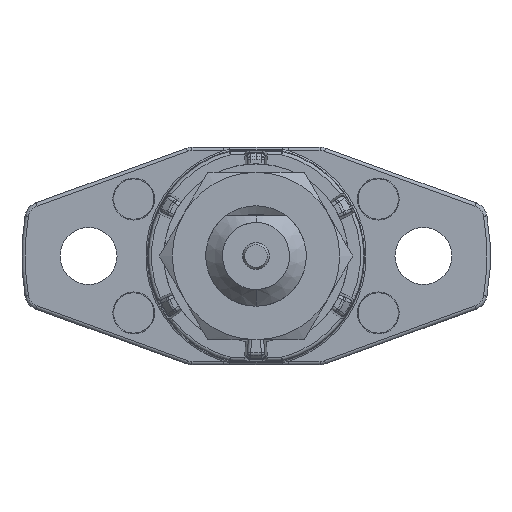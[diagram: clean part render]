
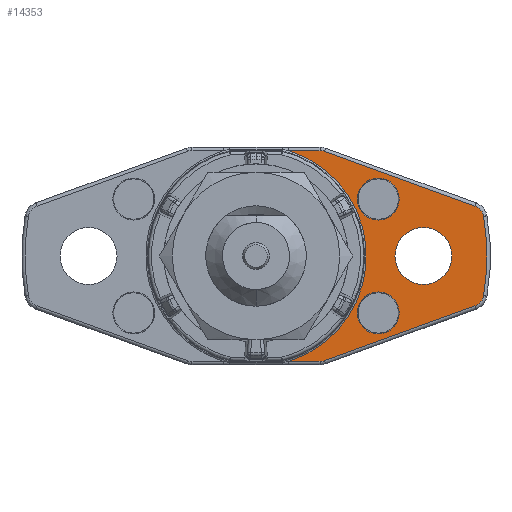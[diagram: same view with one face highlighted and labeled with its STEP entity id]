
A CAD part, front view. The second image highlights one B-rep face of the part: STEP entity #14353.
In plain terms, the highlighted planar face has unit normal (0, -1, 0).
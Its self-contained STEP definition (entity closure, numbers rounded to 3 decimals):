
#104 = CARTESIAN_POINT ( 'NONE',  ( 13.081, 13.5, 2.982 ) ) ;
#158 = VECTOR ( 'NONE', #23627, 1000. ) ;
#794 = DIRECTION ( 'NONE',  ( 0., 0., 1. ) ) ;
#811 = CARTESIAN_POINT ( 'NONE',  ( 2.489, 13.5, 6.837 ) ) ;
#1963 = VERTEX_POINT ( 'NONE', #27178 ) ;
#2047 = ORIENTED_EDGE ( 'NONE', *, *, #21438, .T. ) ;
#2072 = ORIENTED_EDGE ( 'NONE', *, *, #23287, .T. ) ;
#2292 = EDGE_LOOP ( 'NONE', ( #22986, #18527 ) ) ;
#2740 = DIRECTION ( 'NONE',  ( 0., 0., 1. ) ) ;
#2746 = CARTESIAN_POINT ( 'NONE',  ( 0., 13.5, 6.3 ) ) ;
#3372 = DIRECTION ( 'NONE',  ( 0., 0., 1. ) ) ;
#3395 = CIRCLE ( 'NONE', #28469, 6.592 ) ;
#3427 = LINE ( 'NONE', #811, #32722 ) ;
#3496 = AXIS2_PLACEMENT_3D ( 'NONE', #5256, #21453, #16057 ) ;
#4018 = VERTEX_POINT ( 'NONE', #13424 ) ;
#4109 = CARTESIAN_POINT ( 'NONE',  ( 10., 13.5, 0. ) ) ;
#4146 = CARTESIAN_POINT ( 'NONE',  ( 12.807, 13.5, -2.23 ) ) ;
#4323 = ORIENTED_EDGE ( 'NONE', *, *, #9658, .T. ) ;
#4378 = CARTESIAN_POINT ( 'NONE',  ( 13.595, 13.5, -2.367 ) ) ;
#4459 = ORIENTED_EDGE ( 'NONE', *, *, #25228, .T. ) ;
#4742 = EDGE_LOOP ( 'NONE', ( #20187, #4323 ) ) ;
#4768 = CARTESIAN_POINT ( 'NONE',  ( 7.3, 13.5, -2.15 ) ) ;
#5256 = CARTESIAN_POINT ( 'NONE',  ( 7.3, 13.5, 3.4 ) ) ;
#5344 = AXIS2_PLACEMENT_3D ( 'NONE', #11781, #19776, #794 ) ;
#5669 = CARTESIAN_POINT ( 'NONE',  ( 13.081, 13.5, -2.982 ) ) ;
#5714 = EDGE_CURVE ( 'NONE', #15579, #21802, #34216, .T. ) ;
#5821 = AXIS2_PLACEMENT_3D ( 'NONE', #33710, #30924, #25345 ) ;
#6164 = CARTESIAN_POINT ( 'NONE',  ( 7.3, 13.5, 3.4 ) ) ;
#6300 = DIRECTION ( 'NONE',  ( 0., 1., 0. ) ) ;
#6343 = DIRECTION ( 'NONE',  ( 0., -1., 0. ) ) ;
#6468 = CARTESIAN_POINT ( 'NONE',  ( 7.3, 13.5, -3.4 ) ) ;
#6718 = CIRCLE ( 'NONE', #7270, 1.7 ) ;
#6892 = CARTESIAN_POINT ( 'NONE',  ( 0., 13.5, 0. ) ) ;
#7270 = AXIS2_PLACEMENT_3D ( 'NONE', #19991, #33073, #30291 ) ;
#7478 = EDGE_CURVE ( 'NONE', #15311, #9784, #17000, .T. ) ;
#7636 = EDGE_CURVE ( 'NONE', #9784, #22700, #18943, .T. ) ;
#7866 = CARTESIAN_POINT ( 'NONE',  ( 1.94, 13.5, -6.3 ) ) ;
#8333 = LINE ( 'NONE', #2746, #18812 ) ;
#8733 = AXIS2_PLACEMENT_3D ( 'NONE', #4146, #20179, #22284 ) ;
#8906 = CARTESIAN_POINT ( 'NONE',  ( 3.824, 13.5, 5.5 ) ) ;
#9043 = VERTEX_POINT ( 'NONE', #7866 ) ;
#9248 = DIRECTION ( 'NONE',  ( 0., 0., 1. ) ) ;
#9658 = EDGE_CURVE ( 'NONE', #19713, #17567, #6718, .T. ) ;
#9784 = VERTEX_POINT ( 'NONE', #28190 ) ;
#9901 = DIRECTION ( 'NONE',  ( 0., 0., 1. ) ) ;
#9968 = AXIS2_PLACEMENT_3D ( 'NONE', #6468, #30001, #11517 ) ;
#10633 = AXIS2_PLACEMENT_3D ( 'NONE', #22496, #6300, #9248 ) ;
#10752 = ORIENTED_EDGE ( 'NONE', *, *, #18328, .T. ) ;
#10903 = AXIS2_PLACEMENT_3D ( 'NONE', #4109, #17352, #14400 ) ;
#10999 = CIRCLE ( 'NONE', #30486, 0.8 ) ;
#11006 = ORIENTED_EDGE ( 'NONE', *, *, #7636, .T. ) ;
#11498 = ORIENTED_EDGE ( 'NONE', *, *, #30530, .F. ) ;
#11517 = DIRECTION ( 'NONE',  ( 0., 0., -1. ) ) ;
#11710 = CARTESIAN_POINT ( 'NONE',  ( 10., 13.5, -1.7 ) ) ;
#11781 = CARTESIAN_POINT ( 'NONE',  ( 0., 13.5, 0. ) ) ;
#13392 = DIRECTION ( 'NONE',  ( -1., 0., 0. ) ) ;
#13424 = CARTESIAN_POINT ( 'NONE',  ( 13.595, 13.5, 2.367 ) ) ;
#13819 = DIRECTION ( 'NONE',  ( 0., -1., 0. ) ) ;
#14140 = FACE_BOUND ( 'NONE', #2292, .T. ) ;
#14234 = DIRECTION ( 'NONE',  ( -0.94, 0., 0.342 ) ) ;
#14353 = ADVANCED_FACE ( 'NONE', ( #14140, #30691, #19874, #33135 ), #33485, .F. ) ;
#14400 = DIRECTION ( 'NONE',  ( 0., 0., 1. ) ) ;
#14789 = AXIS2_PLACEMENT_3D ( 'NONE', #34135, #28380, #9901 ) ;
#15311 = VERTEX_POINT ( 'NONE', #19043 ) ;
#15579 = VERTEX_POINT ( 'NONE', #34533 ) ;
#16057 = DIRECTION ( 'NONE',  ( 0., 0., 1. ) ) ;
#16202 = EDGE_CURVE ( 'NONE', #1963, #9043, #3395, .T. ) ;
#16407 = DIRECTION ( 'NONE',  ( 0., 0., 1. ) ) ;
#16801 = ORIENTED_EDGE ( 'NONE', *, *, #27663, .T. ) ;
#16843 = ORIENTED_EDGE ( 'NONE', *, *, #22225, .T. ) ;
#17000 = CIRCLE ( 'NONE', #14789, 0.8 ) ;
#17352 = DIRECTION ( 'NONE',  ( 0., 1., 0. ) ) ;
#17567 = VERTEX_POINT ( 'NONE', #31962 ) ;
#17889 = EDGE_CURVE ( 'NONE', #30475, #33927, #30782, .T. ) ;
#18162 = CARTESIAN_POINT ( 'NONE',  ( 4.097, 13.5, 6.252 ) ) ;
#18218 = CARTESIAN_POINT ( 'NONE',  ( 0., 13.5, -6.3 ) ) ;
#18328 = EDGE_CURVE ( 'NONE', #9043, #15311, #21007, .T. ) ;
#18416 = CARTESIAN_POINT ( 'NONE',  ( 2.489, 13.5, -6.837 ) ) ;
#18527 = ORIENTED_EDGE ( 'NONE', *, *, #22801, .F. ) ;
#18812 = VECTOR ( 'NONE', #13392, 1000. ) ;
#18943 = LINE ( 'NONE', #18416, #25357 ) ;
#19043 = CARTESIAN_POINT ( 'NONE',  ( 3.824, 13.5, -6.3 ) ) ;
#19713 = VERTEX_POINT ( 'NONE', #11710 ) ;
#19776 = DIRECTION ( 'NONE',  ( 0., -1., 0. ) ) ;
#19874 = FACE_BOUND ( 'NONE', #4742, .T. ) ;
#19899 = AXIS2_PLACEMENT_3D ( 'NONE', #6164, #6343, #3372 ) ;
#19991 = CARTESIAN_POINT ( 'NONE',  ( 10., 13.5, 0. ) ) ;
#20179 = DIRECTION ( 'NONE',  ( 0., -1., 0. ) ) ;
#20187 = ORIENTED_EDGE ( 'NONE', *, *, #22391, .T. ) ;
#21007 = LINE ( 'NONE', #18218, #158 ) ;
#21259 = ORIENTED_EDGE ( 'NONE', *, *, #31195, .T. ) ;
#21438 = EDGE_CURVE ( 'NONE', #4018, #27599, #25959, .T. ) ;
#21453 = DIRECTION ( 'NONE',  ( 0., -1., 0. ) ) ;
#21654 = CIRCLE ( 'NONE', #9968, 1.25 ) ;
#21802 = VERTEX_POINT ( 'NONE', #4768 ) ;
#22093 = CIRCLE ( 'NONE', #8733, 0.8 ) ;
#22225 = EDGE_CURVE ( 'NONE', #22700, #23389, #22093, .T. ) ;
#22284 = DIRECTION ( 'NONE',  ( 0., 0., 1. ) ) ;
#22391 = EDGE_CURVE ( 'NONE', #17567, #19713, #32063, .T. ) ;
#22496 = CARTESIAN_POINT ( 'NONE',  ( 0., 13.5, 0. ) ) ;
#22700 = VERTEX_POINT ( 'NONE', #5669 ) ;
#22801 = EDGE_CURVE ( 'NONE', #33927, #30475, #25467, .T. ) ;
#22986 = ORIENTED_EDGE ( 'NONE', *, *, #17889, .F. ) ;
#23045 = VERTEX_POINT ( 'NONE', #18162 ) ;
#23287 = EDGE_CURVE ( 'NONE', #23045, #29740, #10999, .T. ) ;
#23389 = VERTEX_POINT ( 'NONE', #4378 ) ;
#23627 = DIRECTION ( 'NONE',  ( 1., 0., 0. ) ) ;
#23664 = DIRECTION ( 'NONE',  ( 0., -1., 0. ) ) ;
#25192 = DIRECTION ( 'NONE',  ( 0., 0., 1. ) ) ;
#25228 = EDGE_CURVE ( 'NONE', #27599, #23045, #3427, .T. ) ;
#25263 = ORIENTED_EDGE ( 'NONE', *, *, #16202, .T. ) ;
#25345 = DIRECTION ( 'NONE',  ( 0., 0., -1. ) ) ;
#25357 = VECTOR ( 'NONE', #29231, 1000. ) ;
#25467 = CIRCLE ( 'NONE', #19899, 1.25 ) ;
#25488 = EDGE_LOOP ( 'NONE', ( #25908, #11498 ) ) ;
#25533 = DIRECTION ( 'NONE',  ( 0., 1., 0. ) ) ;
#25666 = EDGE_LOOP ( 'NONE', ( #25263, #10752, #28172, #11006, #16843, #16801, #2047, #4459, #2072, #21259 ) ) ;
#25908 = ORIENTED_EDGE ( 'NONE', *, *, #5714, .F. ) ;
#25959 = CIRCLE ( 'NONE', #31043, 0.8 ) ;
#26808 = CARTESIAN_POINT ( 'NONE',  ( 12.807, 13.5, 2.23 ) ) ;
#27178 = CARTESIAN_POINT ( 'NONE',  ( 1.94, 13.5, 6.3 ) ) ;
#27599 = VERTEX_POINT ( 'NONE', #104 ) ;
#27663 = EDGE_CURVE ( 'NONE', #23389, #4018, #29843, .T. ) ;
#28172 = ORIENTED_EDGE ( 'NONE', *, *, #7478, .T. ) ;
#28190 = CARTESIAN_POINT ( 'NONE',  ( 4.097, 13.5, -6.252 ) ) ;
#28380 = DIRECTION ( 'NONE',  ( 0., -1., 0. ) ) ;
#28469 = AXIS2_PLACEMENT_3D ( 'NONE', #6892, #25533, #25192 ) ;
#29231 = DIRECTION ( 'NONE',  ( 0.94, 0., 0.342 ) ) ;
#29740 = VERTEX_POINT ( 'NONE', #32733 ) ;
#29843 = CIRCLE ( 'NONE', #5344, 13.8 ) ;
#30001 = DIRECTION ( 'NONE',  ( 0., -1., 0. ) ) ;
#30291 = DIRECTION ( 'NONE',  ( 0., 0., 1. ) ) ;
#30475 = VERTEX_POINT ( 'NONE', #32952 ) ;
#30486 = AXIS2_PLACEMENT_3D ( 'NONE', #8906, #13819, #16407 ) ;
#30530 = EDGE_CURVE ( 'NONE', #21802, #15579, #21654, .T. ) ;
#30691 = FACE_BOUND ( 'NONE', #25488, .T. ) ;
#30782 = CIRCLE ( 'NONE', #3496, 1.25 ) ;
#30924 = DIRECTION ( 'NONE',  ( 0., -1., 0. ) ) ;
#31043 = AXIS2_PLACEMENT_3D ( 'NONE', #26808, #23664, #2740 ) ;
#31195 = EDGE_CURVE ( 'NONE', #29740, #1963, #8333, .T. ) ;
#31962 = CARTESIAN_POINT ( 'NONE',  ( 10., 13.5, 1.7 ) ) ;
#32063 = CIRCLE ( 'NONE', #10903, 1.7 ) ;
#32722 = VECTOR ( 'NONE', #14234, 1000. ) ;
#32733 = CARTESIAN_POINT ( 'NONE',  ( 3.824, 13.5, 6.3 ) ) ;
#32952 = CARTESIAN_POINT ( 'NONE',  ( 7.3, 13.5, 4.65 ) ) ;
#33073 = DIRECTION ( 'NONE',  ( 0., 1., 0. ) ) ;
#33135 = FACE_OUTER_BOUND ( 'NONE', #25666, .T. ) ;
#33485 = PLANE ( 'NONE',  #10633 ) ;
#33566 = CARTESIAN_POINT ( 'NONE',  ( 7.3, 13.5, 2.15 ) ) ;
#33710 = CARTESIAN_POINT ( 'NONE',  ( 7.3, 13.5, -3.4 ) ) ;
#33927 = VERTEX_POINT ( 'NONE', #33566 ) ;
#34135 = CARTESIAN_POINT ( 'NONE',  ( 3.824, 13.5, -5.5 ) ) ;
#34216 = CIRCLE ( 'NONE', #5821, 1.25 ) ;
#34533 = CARTESIAN_POINT ( 'NONE',  ( 7.3, 13.5, -4.65 ) ) ;
